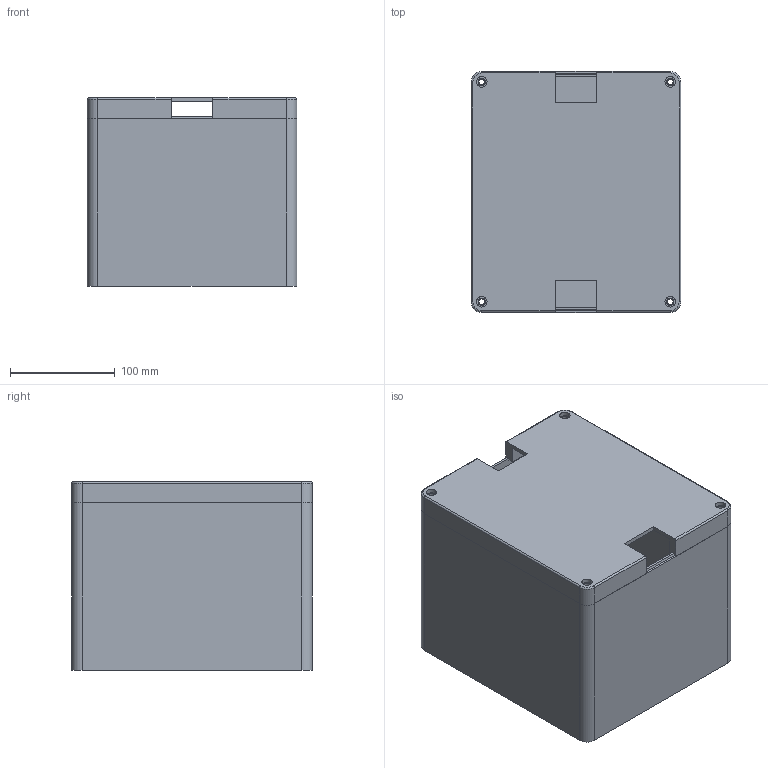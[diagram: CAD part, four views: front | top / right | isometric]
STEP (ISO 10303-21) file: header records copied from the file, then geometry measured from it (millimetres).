
FILE_DESCRIPTION((''),'2;1');
FILE_NAME('HALP202318_ASM','2009-01-21T',('pasi_koskela'),(''),'PRO/ENGINEER BY PARAMETRIC TECHNOLOGY CORPORATION, 2008250','PRO/ENGINEER BY PARAMETRIC TECHNOLOGY CORPORATION, 2008250','');
FILE_SCHEMA(('AUTOMOTIVE_DESIGN_CC2 { 1 2 10303 214 -1 1 5 2 }'));
Length unit declared in the file: millimetre
Products named in the file (3): HALP202316B; HALP202302L; HALP202318_ASM
Assembly tree (2 placements, depth 2):
  HALP202318_ASM
    HALP202316B
    HALP202302L
Bounding box: 200 x 230 x 180 mm (x, y, z)
Volume: 1291141.1 mm3; surface area: 518698.7 mm2
Topology: 2 solids, 20 shells, 292 faces, 702 edges, 442 vertices
Faces by surface type: cylinder 142, plane 102, cone 40, torus 4, bspline 4
Entity records: 10851 total; most frequent: DIRECTION 1576, CARTESIAN_POINT 1485, ORIENTED_EDGE 1332, PRESENTATION_STYLE_ASSIGNMENT 694, STYLED_ITEM 694, CURVE_STYLE 674, EDGE_CURVE 674, AXIS2_PLACEMENT_3D 615
